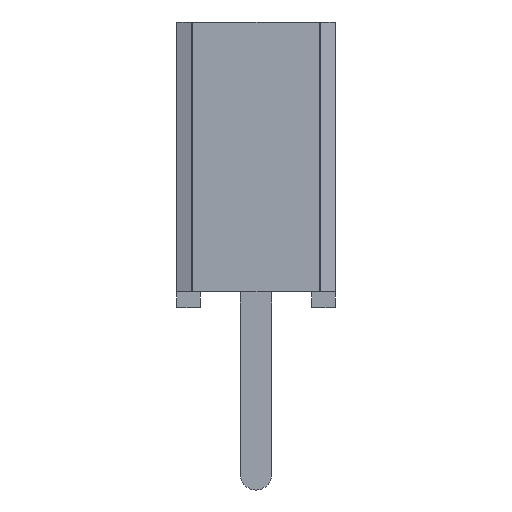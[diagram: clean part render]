
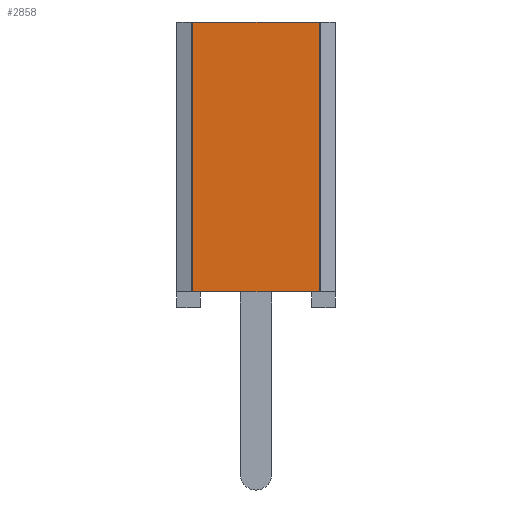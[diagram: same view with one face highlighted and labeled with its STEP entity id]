
A CAD part, left-side view. The second image highlights one B-rep face of the part: STEP entity #2858.
In plain terms, the highlighted planar face has unit normal (-1, 0, 0).
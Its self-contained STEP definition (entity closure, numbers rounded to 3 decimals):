
#2858 = ADVANCED_FACE('',(#2859),#2893,.F.);
#2859 = FACE_BOUND('',#2860,.T.);
#2860 = EDGE_LOOP('',(#2861,#2871,#2879,#2887));
#2861 = ORIENTED_EDGE('',*,*,#2862,.T.);
#2862 = EDGE_CURVE('',#2863,#2865,#2867,.T.);
#2863 = VERTEX_POINT('',#2864);
#2864 = CARTESIAN_POINT('',(-8.369,1.026,4.572));
#2865 = VERTEX_POINT('',#2866);
#2866 = CARTESIAN_POINT('',(-8.369,1.026,0.254));
#2867 = LINE('',#2868,#2869);
#2868 = CARTESIAN_POINT('',(-8.369,1.026,4.572));
#2869 = VECTOR('',#2870,1.);
#2870 = DIRECTION('',(0.,0.,-1.));
#2871 = ORIENTED_EDGE('',*,*,#2872,.T.);
#2872 = EDGE_CURVE('',#2865,#2873,#2875,.T.);
#2873 = VERTEX_POINT('',#2874);
#2874 = CARTESIAN_POINT('',(-8.369,-1.026,0.254));
#2875 = LINE('',#2876,#2877);
#2876 = CARTESIAN_POINT('',(-8.369,0.889,0.254));
#2877 = VECTOR('',#2878,1.);
#2878 = DIRECTION('',(0.,-1.,0.));
#2879 = ORIENTED_EDGE('',*,*,#2880,.T.);
#2880 = EDGE_CURVE('',#2873,#2881,#2883,.T.);
#2881 = VERTEX_POINT('',#2882);
#2882 = CARTESIAN_POINT('',(-8.369,-1.026,4.572));
#2883 = LINE('',#2884,#2885);
#2884 = CARTESIAN_POINT('',(-8.369,-1.026,4.572));
#2885 = VECTOR('',#2886,1.);
#2886 = DIRECTION('',(0.,0.,1.));
#2887 = ORIENTED_EDGE('',*,*,#2888,.F.);
#2888 = EDGE_CURVE('',#2863,#2881,#2889,.T.);
#2889 = LINE('',#2890,#2891);
#2890 = CARTESIAN_POINT('',(-8.369,1.27,4.572));
#2891 = VECTOR('',#2892,1.);
#2892 = DIRECTION('',(0.,-1.,0.));
#2893 = PLANE('',#2894);
#2894 = AXIS2_PLACEMENT_3D('',#2895,#2896,#2897);
#2895 = CARTESIAN_POINT('',(-8.369,1.27,4.572));
#2896 = DIRECTION('',(1.,0.,0.));
#2897 = DIRECTION('',(-0.,1.,0.));
